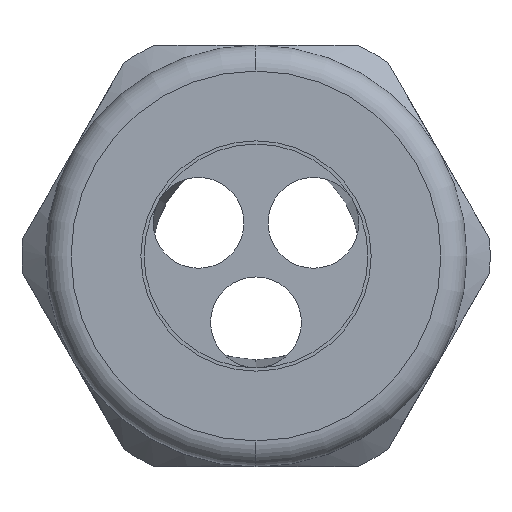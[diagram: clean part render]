
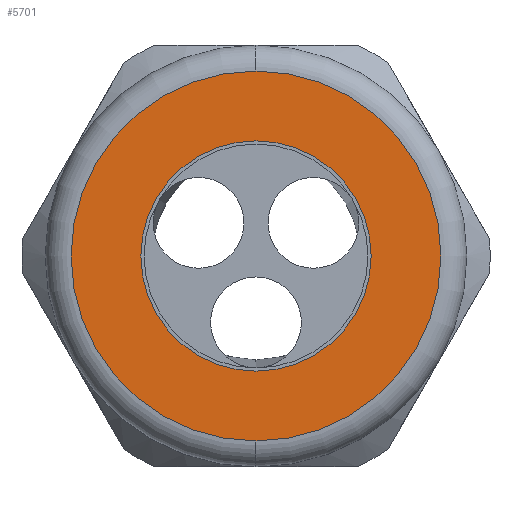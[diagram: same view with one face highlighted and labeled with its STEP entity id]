
A CAD part, left-side view. The second image highlights one B-rep face of the part: STEP entity #5701.
In plain terms, the highlighted planar face has unit normal (-1, 0, 0).
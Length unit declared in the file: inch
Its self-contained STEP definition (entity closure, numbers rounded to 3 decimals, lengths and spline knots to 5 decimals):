
#1295 = ORIENTED_EDGE ( 'NONE', *, *, #1390, .T. ) ;
#1354 = VERTEX_POINT ( 'NONE', #4214 ) ;
#1358 = EDGE_CURVE ( 'NONE', #1361, #1354, #4276, .T. ) ;
#1361 = VERTEX_POINT ( 'NONE', #4265 ) ;
#1390 = EDGE_CURVE ( 'NONE', #1391, #1392, #4329, .T. ) ;
#1391 = VERTEX_POINT ( 'NONE', #4324 ) ;
#1392 = VERTEX_POINT ( 'NONE', #4323 ) ;
#1647 = EDGE_CURVE ( 'NONE', #1392, #1391, #4783, .T. ) ;
#4214 = CARTESIAN_POINT ( 'NONE',  ( -1.53, 0., -0.57 ) ) ;
#4265 = CARTESIAN_POINT ( 'NONE',  ( -1.53, 0., 0.57 ) ) ;
#4272 = DIRECTION ( 'NONE',  ( 0., 0., 1. ) ) ;
#4273 = DIRECTION ( 'NONE',  ( -1., 0., 0. ) ) ;
#4274 = CARTESIAN_POINT ( 'NONE',  ( -1.53, 0., 0. ) ) ;
#4275 = AXIS2_PLACEMENT_3D ( 'NONE', #4274, #4273, #4272 ) ;
#4276 = CIRCLE ( 'NONE', #4275, 0.57 ) ;
#4323 = CARTESIAN_POINT ( 'NONE',  ( -1.53, 0., -0.355 ) ) ;
#4324 = CARTESIAN_POINT ( 'NONE',  ( -1.53, 0., 0.355 ) ) ;
#4325 = DIRECTION ( 'NONE',  ( 0., 0., -1. ) ) ;
#4326 = DIRECTION ( 'NONE',  ( 1., 0., 0. ) ) ;
#4327 = CARTESIAN_POINT ( 'NONE',  ( -1.53, 0., 0. ) ) ;
#4328 = AXIS2_PLACEMENT_3D ( 'NONE', #4327, #4326, #4325 ) ;
#4329 = CIRCLE ( 'NONE', #4328, 0.355 ) ;
#4780 = DIRECTION ( 'NONE',  ( 1., 0., 0. ) ) ;
#4781 = CARTESIAN_POINT ( 'NONE',  ( -1.53, 0., 0. ) ) ;
#4782 = AXIS2_PLACEMENT_3D ( 'NONE', #4781, #4780, #4845 ) ;
#4783 = CIRCLE ( 'NONE', #4782, 0.355 ) ;
#4845 = DIRECTION ( 'NONE',  ( 0., 0., -1. ) ) ;
#5498 = DIRECTION ( 'NONE',  ( -1., 0., 0. ) ) ;
#5499 = CARTESIAN_POINT ( 'NONE',  ( -1.53, 0.65, 0. ) ) ;
#5500 = AXIS2_PLACEMENT_3D ( 'NONE', #5499, #5498, #5560 ) ;
#5501 = PLANE ( 'NONE',  #5500 ) ;
#5502 = FACE_BOUND ( 'NONE', #5696, .T. ) ;
#5503 = FACE_OUTER_BOUND ( 'NONE', #5698, .T. ) ;
#5509 = DIRECTION ( 'NONE',  ( 0., 0., 1. ) ) ;
#5510 = DIRECTION ( 'NONE',  ( -1., 0., 0. ) ) ;
#5511 = CARTESIAN_POINT ( 'NONE',  ( -1.53, 0., 0. ) ) ;
#5512 = AXIS2_PLACEMENT_3D ( 'NONE', #5511, #5510, #5509 ) ;
#5513 = CIRCLE ( 'NONE', #5512, 0.57 ) ;
#5560 = DIRECTION ( 'NONE',  ( 0., 0., 1. ) ) ;
#5692 = ORIENTED_EDGE ( 'NONE', *, *, #5695, .T. ) ;
#5694 = ORIENTED_EDGE ( 'NONE', *, *, #1647, .T. ) ;
#5695 = EDGE_CURVE ( 'NONE', #1354, #1361, #5513, .T. ) ;
#5696 = EDGE_LOOP ( 'NONE', ( #5694, #1295 ) ) ;
#5697 = ORIENTED_EDGE ( 'NONE', *, *, #1358, .T. ) ;
#5698 = EDGE_LOOP ( 'NONE', ( #5697, #5692 ) ) ;
#5701 = ADVANCED_FACE ( 'NONE', ( #5503, #5502 ), #5501, .T. ) ;
